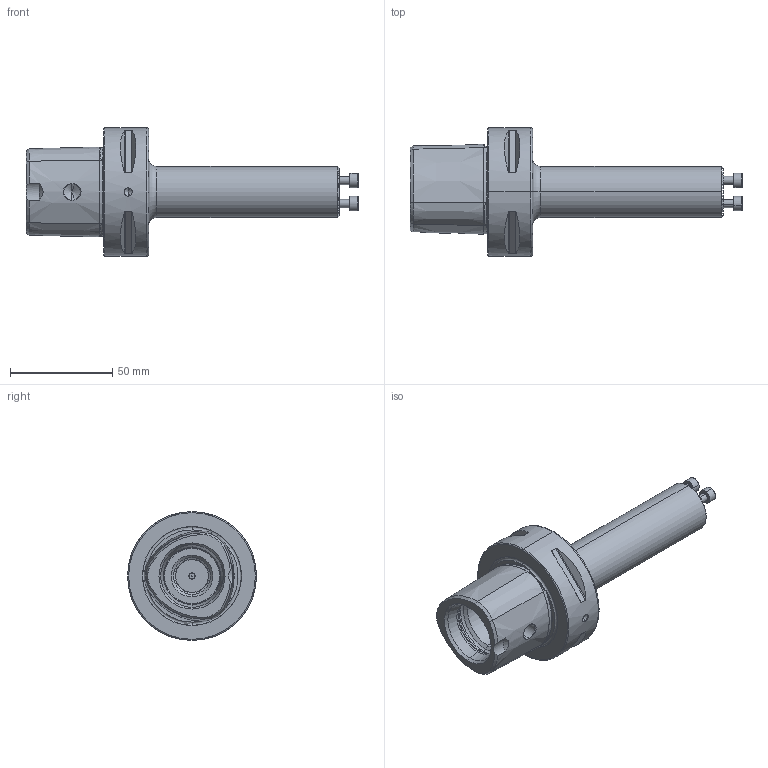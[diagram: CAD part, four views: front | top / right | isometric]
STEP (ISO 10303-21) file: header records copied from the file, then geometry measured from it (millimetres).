
FILE_DESCRIPTION (( 'STEP AP214' ), '1' );
FILE_NAME ('PS6.WK3.025.150.STEP', '2020-09-16T13:10:12', ( '' ), ( '' ), 'SwSTEP 2.0', 'SolidWorks 2017', '' );
FILE_SCHEMA (( 'AUTOMOTIVE_DESIGN' ));
Length unit declared in the file: millimetre
Products named in the file (6): PS6.WK3.025.150; ISO 4762 - M4 x 12; WK1-ER1.016.075_A_Fertigbearbeitung; PS6-WK3.025.150_A; DIN 3771 - 6x1; WK1-ER1.016.002_A_Fertigbearbeitung
Assembly tree (7 placements, depth 2):
  PS6.WK3.025.150
    PS6-WK3.025.150_A
    ISO 4762 - M4 x 12  x3
    WK1-ER1.016.002_A_Fertigbearbeitung
    DIN 3771 - 6x1
    WK1-ER1.016.075_A_Fertigbearbeitung
Bounding box: 162.5 x 63 x 63 mm (x, y, z)
Volume: 139979 mm3; surface area: 38455.2 mm2
Topology: 7 solids, 7 shells, 433 faces, 1113 edges, 688 vertices
Faces by surface type: plane 201, cylinder 103, cone 81, torus 48
Entity records: 13308 total; most frequent: CARTESIAN_POINT 4000, ORIENTED_EDGE 1962, DIRECTION 1740, EDGE_CURVE 981, AXIS2_PLACEMENT_3D 702, VERTEX_POINT 622, EDGE_LOOP 397, FACE_OUTER_BOUND 379
